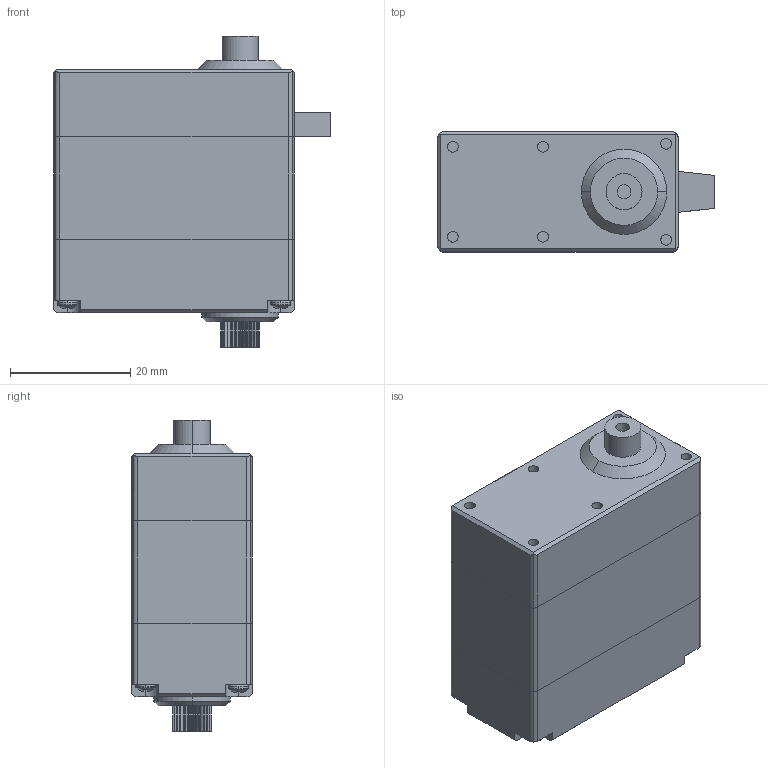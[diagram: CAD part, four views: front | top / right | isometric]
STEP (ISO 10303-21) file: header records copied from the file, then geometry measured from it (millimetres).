
FILE_DESCRIPTION (( 'STEP AP203' ), '1' );
FILE_NAME ('Servo RDS3225_Default_sldprt.STEP', '2023-11-06T02:32:10', ( '' ), ( '' ), 'SwSTEP 2.0', 'SolidWorks 2023', '' );
FILE_SCHEMA (( 'CONFIG_CONTROL_DESIGN' ));
Length unit declared in the file: millimetre
Products named in the file (1): Servo RDS3225_Default_sldprt
Bounding box: 46 x 20 x 51.8 mm (x, y, z)
Volume: 32838.1 mm3; surface area: 10533.6 mm2
Topology: 8 solids, 8 shells, 884 faces, 2470 edges, 1640 vertices
Faces by surface type: cylinder 294, plane 270, bspline 264, cone 36, torus 16, sphere 4
Entity records: 39269 total; most frequent: CARTESIAN_POINT 19006, ORIENTED_EDGE 4924, DIRECTION 3141, EDGE_CURVE 2462, VERTEX_POINT 1636, AXIS2_PLACEMENT_3D 1050, LINE 1041, VECTOR 1041
